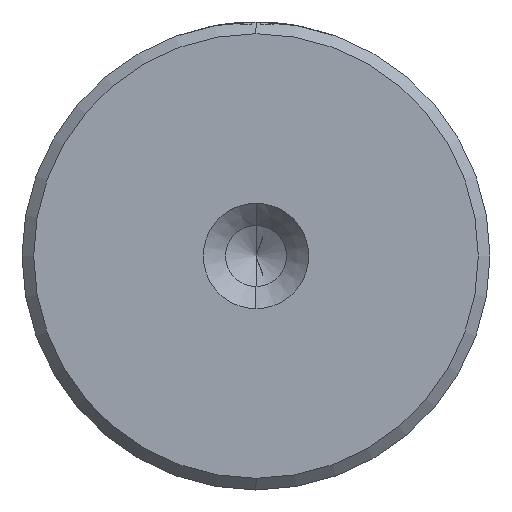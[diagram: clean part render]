
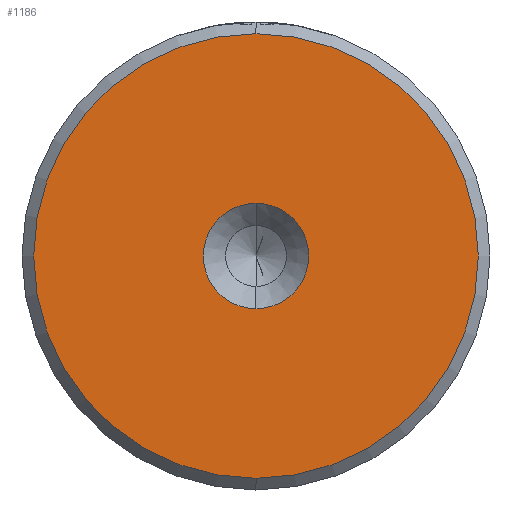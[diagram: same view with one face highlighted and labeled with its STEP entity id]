
A CAD part, left-side view. The second image highlights one B-rep face of the part: STEP entity #1186.
In plain terms, the highlighted planar face has unit normal (-1, 0, 0).
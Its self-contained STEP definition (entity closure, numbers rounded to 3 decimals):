
#2 = CARTESIAN_POINT ( 'NONE',  ( 0., 0., 2.25 ) ) ;
#6 = EDGE_LOOP ( 'NONE', ( #1466, #846 ) ) ;
#19 = DIRECTION ( 'NONE',  ( 0., 0., 1. ) ) ;
#25 = DIRECTION ( 'NONE',  ( 0., 0., 1. ) ) ;
#41 = DIRECTION ( 'NONE',  ( -1., 0., 0. ) ) ;
#52 = CARTESIAN_POINT ( 'NONE',  ( 0., 0., 0. ) ) ;
#64 = EDGE_CURVE ( 'NONE', #858, #134, #2044, .T. ) ;
#134 = VERTEX_POINT ( 'NONE', #575 ) ;
#155 = AXIS2_PLACEMENT_3D ( 'NONE', #52, #41, #25 ) ;
#161 = DIRECTION ( 'NONE',  ( -1., 0., 0. ) ) ;
#167 = CARTESIAN_POINT ( 'NONE',  ( 0., 0., -2.25 ) ) ;
#221 = EDGE_CURVE ( 'NONE', #1314, #795, #905, .T. ) ;
#289 = FACE_OUTER_BOUND ( 'NONE', #1237, .T. ) ;
#476 = AXIS2_PLACEMENT_3D ( 'NONE', #2268, #1156, #19 ) ;
#498 = CIRCLE ( 'NONE', #476, 2.25 ) ;
#554 = ORIENTED_EDGE ( 'NONE', *, *, #1020, .T. ) ;
#556 = AXIS2_PLACEMENT_3D ( 'NONE', #1958, #875, #2151 ) ;
#575 = CARTESIAN_POINT ( 'NONE',  ( 0., 0., -9.5 ) ) ;
#653 = CIRCLE ( 'NONE', #556, 9.5 ) ;
#795 = VERTEX_POINT ( 'NONE', #167 ) ;
#846 = ORIENTED_EDGE ( 'NONE', *, *, #1370, .F. ) ;
#858 = VERTEX_POINT ( 'NONE', #1455 ) ;
#875 = DIRECTION ( 'NONE',  ( -1., 0., 0. ) ) ;
#905 = CIRCLE ( 'NONE', #1404, 2.25 ) ;
#1020 = EDGE_CURVE ( 'NONE', #134, #858, #653, .T. ) ;
#1156 = DIRECTION ( 'NONE',  ( -1., 0., 0. ) ) ;
#1186 = ADVANCED_FACE ( 'NONE', ( #289, #1819 ), #1284, .T. ) ;
#1237 = EDGE_LOOP ( 'NONE', ( #554, #1413 ) ) ;
#1284 = PLANE ( 'NONE',  #2269 ) ;
#1314 = VERTEX_POINT ( 'NONE', #2 ) ;
#1370 = EDGE_CURVE ( 'NONE', #795, #1314, #498, .T. ) ;
#1404 = AXIS2_PLACEMENT_3D ( 'NONE', #2000, #1991, #1891 ) ;
#1413 = ORIENTED_EDGE ( 'NONE', *, *, #64, .T. ) ;
#1455 = CARTESIAN_POINT ( 'NONE',  ( 0., 0., 9.5 ) ) ;
#1460 = DIRECTION ( 'NONE',  ( 0., 0., 1. ) ) ;
#1466 = ORIENTED_EDGE ( 'NONE', *, *, #221, .F. ) ;
#1819 = FACE_BOUND ( 'NONE', #6, .T. ) ;
#1891 = DIRECTION ( 'NONE',  ( 0., 0., 1. ) ) ;
#1958 = CARTESIAN_POINT ( 'NONE',  ( 0., 0., 0. ) ) ;
#1991 = DIRECTION ( 'NONE',  ( -1., 0., 0. ) ) ;
#2000 = CARTESIAN_POINT ( 'NONE',  ( 0., 0., 0. ) ) ;
#2044 = CIRCLE ( 'NONE', #155, 9.5 ) ;
#2151 = DIRECTION ( 'NONE',  ( 0., 0., 1. ) ) ;
#2202 = CARTESIAN_POINT ( 'NONE',  ( 0., 0., 0. ) ) ;
#2268 = CARTESIAN_POINT ( 'NONE',  ( 0., 0., 0. ) ) ;
#2269 = AXIS2_PLACEMENT_3D ( 'NONE', #2202, #161, #1460 ) ;
